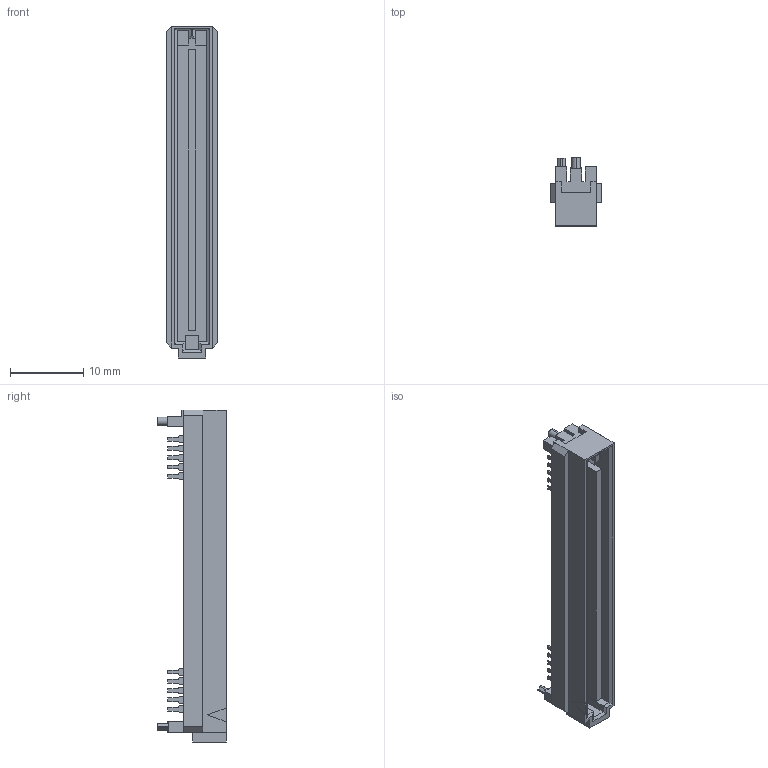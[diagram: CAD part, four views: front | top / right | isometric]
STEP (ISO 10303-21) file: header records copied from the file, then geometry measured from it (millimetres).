
FILE_DESCRIPTION((''),'2;1');
FILE_NAME('465573545','2016-04-14T',('me'),(''),'PRO/ENGINEER BY PARAMETRIC TECHNOLOGY CORPORATION, 2012310','PRO/ENGINEER BY PARAMETRIC TECHNOLOGY CORPORATION, 2012310','');
FILE_SCHEMA(('CONFIG_CONTROL_DESIGN'));
Length unit declared in the file: inch
Products named in the file (1): 465573545
Bounding box: 7.06 x 9.32 x 45.26 mm (x, y, z)
Volume: 1214.7 mm3; surface area: 1979.1 mm2
Topology: 1 solids, 1 shells, 585 faces, 1850 edges, 1311 vertices
Faces by surface type: plane 537, cylinder 48
Entity records: 20138 total; most frequent: CARTESIAN_POINT 3538, DIRECTION 3346, ORIENTED_EDGE 3212, EDGE_CURVE 1606, VECTOR 1510, LINE 1510, VERTEX_POINT 1067, AXIS2_PLACEMENT_3D 918
